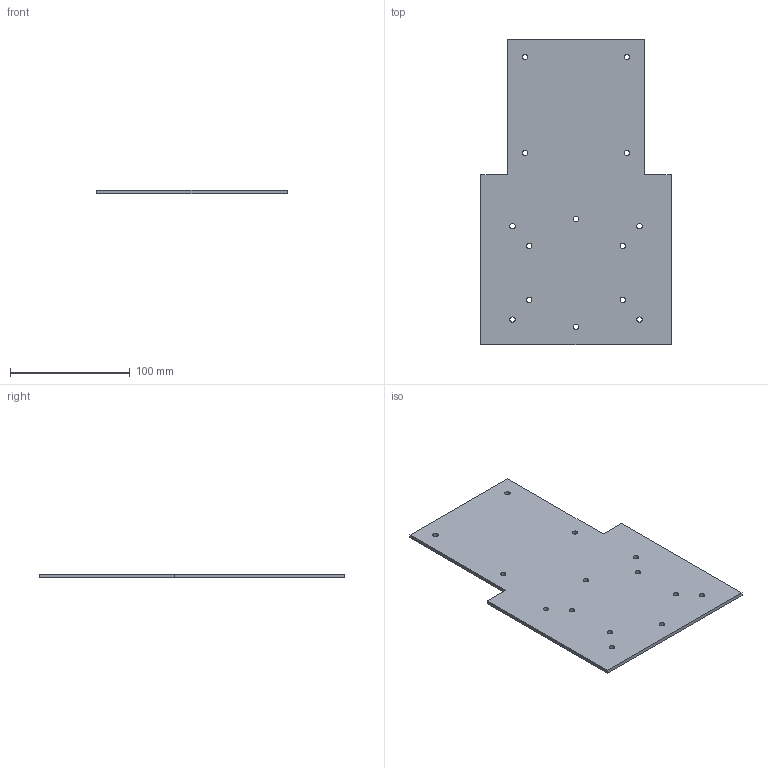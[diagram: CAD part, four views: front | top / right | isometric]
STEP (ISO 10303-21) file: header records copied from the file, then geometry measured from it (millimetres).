
FILE_DESCRIPTION(/* description */ (''),/* implementation_level */ '2;1');
FILE_NAME(/* name */ '1cdf41eb-64d5-42d7-8648-59dd22572826.stp',/* time_stamp */ '2024-02-04T16:40:42Z',/* author */ (''),/* organization */ (''),/* preprocessor_version */ 'ST-DEVELOPER v20',/* originating_system */ 'Autodesk Translation Framework v12.20.1.177',/* authorisation */ '');
FILE_SCHEMA (('AUTOMOTIVE_DESIGN { 1 0 10303 214 3 1 1 }'));
Length unit declared in the file: millimetre
Products named in the file (1): Flat Pattern
Bounding box: 158.57 x 255 x 3 mm (x, y, z)
Volume: 105868.6 mm3; surface area: 73654.2 mm2
Topology: 1 solids, 1 shells, 24 faces, 78 edges, 68 vertices
Faces by surface type: cylinder 14, plane 10
Full cylindrical faces by diameter (mm): 4.5 x14
Entity records: 966 total; most frequent: CARTESIAN_POINT 171, DIRECTION 156, ORIENTED_EDGE 132, EDGE_CURVE 66, AXIS2_PLACEMENT_3D 53, EDGE_LOOP 52, LINE 50, VECTOR 50
